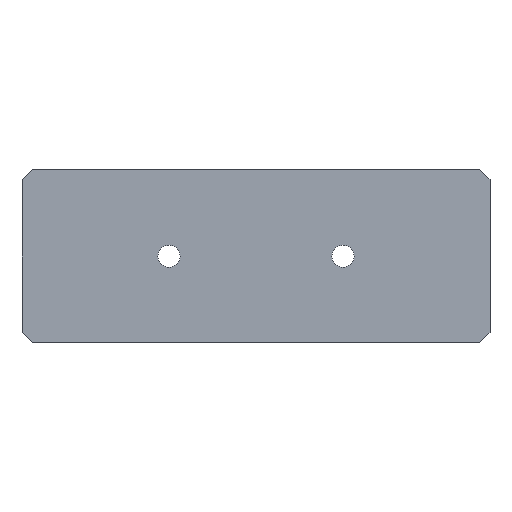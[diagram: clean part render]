
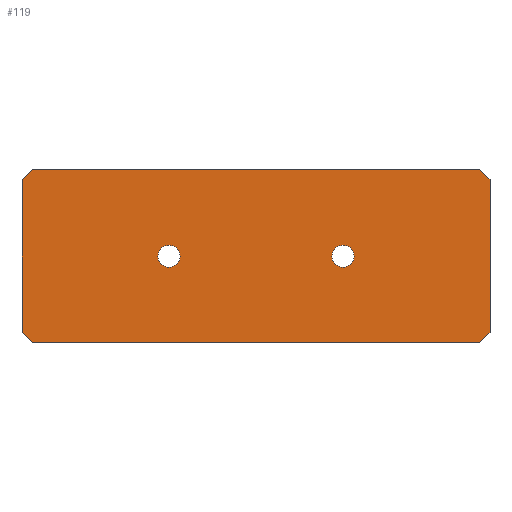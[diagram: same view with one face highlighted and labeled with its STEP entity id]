
A CAD part, top view. The second image highlights one B-rep face of the part: STEP entity #119.
In plain terms, the highlighted planar face has unit normal (0, 0, 1).
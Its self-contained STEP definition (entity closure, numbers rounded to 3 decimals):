
#3 = EDGE_CURVE ( 'NONE', #43, #189, #206, .T. ) ;
#5 = DIRECTION ( 'NONE',  ( -1., 0., 0. ) ) ;
#9 = EDGE_LOOP ( 'NONE', ( #483, #367 ) ) ;
#13 = CARTESIAN_POINT ( 'NONE',  ( 133.6, 0., 0. ) ) ;
#14 = DIRECTION ( 'NONE',  ( -0.707, -0.707, 0. ) ) ;
#19 = VECTOR ( 'NONE', #454, 1000. ) ;
#23 = VECTOR ( 'NONE', #476, 1000. ) ;
#29 = DIRECTION ( 'NONE',  ( 1., 0., 0. ) ) ;
#32 = CARTESIAN_POINT ( 'NONE',  ( 0., 0., 0. ) ) ;
#34 = DIRECTION ( 'NONE',  ( 0., 0., -1. ) ) ;
#37 = EDGE_LOOP ( 'NONE', ( #377, #435, #57, #178, #156, #101, #84, #404 ) ) ;
#41 = FACE_BOUND ( 'NONE', #440, .T. ) ;
#42 = DIRECTION ( 'NONE',  ( 0., 0., 1. ) ) ;
#43 = VERTEX_POINT ( 'NONE', #436 ) ;
#45 = AXIS2_PLACEMENT_3D ( 'NONE', #411, #326, #399 ) ;
#46 = VERTEX_POINT ( 'NONE', #496 ) ;
#56 = VERTEX_POINT ( 'NONE', #319 ) ;
#57 = ORIENTED_EDGE ( 'NONE', *, *, #161, .T. ) ;
#60 = LINE ( 'NONE', #67, #331 ) ;
#63 = CIRCLE ( 'NONE', #214, 3.25 ) ;
#64 = DIRECTION ( 'NONE',  ( 1., 0., 0. ) ) ;
#67 = CARTESIAN_POINT ( 'NONE',  ( 3., 0., 0. ) ) ;
#79 = LINE ( 'NONE', #477, #434 ) ;
#80 = DIRECTION ( 'NONE',  ( 0.707, 0.707, 0. ) ) ;
#84 = ORIENTED_EDGE ( 'NONE', *, *, #348, .T. ) ;
#86 = CARTESIAN_POINT ( 'NONE',  ( 133.6, 0., 0. ) ) ;
#92 = ORIENTED_EDGE ( 'NONE', *, *, #463, .F. ) ;
#101 = ORIENTED_EDGE ( 'NONE', *, *, #3, .T. ) ;
#108 = EDGE_CURVE ( 'NONE', #271, #316, #311, .T. ) ;
#114 = VECTOR ( 'NONE', #185, 1000. ) ;
#115 = AXIS2_PLACEMENT_3D ( 'NONE', #32, #34, #5 ) ;
#118 = CARTESIAN_POINT ( 'NONE',  ( 96.95, 25.2, 0. ) ) ;
#119 = ADVANCED_FACE ( 'NONE', ( #41, #222, #213 ), #466, .F. ) ;
#137 = CARTESIAN_POINT ( 'NONE',  ( 42.9, 25.2, 0. ) ) ;
#156 = ORIENTED_EDGE ( 'NONE', *, *, #194, .T. ) ;
#161 = EDGE_CURVE ( 'NONE', #301, #202, #60, .T. ) ;
#167 = DIRECTION ( 'NONE',  ( 1., 0., 0. ) ) ;
#168 = EDGE_CURVE ( 'NONE', #46, #327, #63, .T. ) ;
#169 = CARTESIAN_POINT ( 'NONE',  ( 3., 0., 0. ) ) ;
#173 = EDGE_CURVE ( 'NONE', #327, #46, #430, .T. ) ;
#178 = ORIENTED_EDGE ( 'NONE', *, *, #494, .T. ) ;
#183 = AXIS2_PLACEMENT_3D ( 'NONE', #295, #343, #424 ) ;
#185 = DIRECTION ( 'NONE',  ( -0.707, 0.707, 0. ) ) ;
#189 = VERTEX_POINT ( 'NONE', #516 ) ;
#191 = CARTESIAN_POINT ( 'NONE',  ( 133.6, 50.6, 0. ) ) ;
#194 = EDGE_CURVE ( 'NONE', #353, #43, #79, .T. ) ;
#202 = VERTEX_POINT ( 'NONE', #86 ) ;
#206 = LINE ( 'NONE', #191, #114 ) ;
#208 = DIRECTION ( 'NONE',  ( 0.707, -0.707, 0. ) ) ;
#213 = FACE_OUTER_BOUND ( 'NONE', #37, .T. ) ;
#214 = AXIS2_PLACEMENT_3D ( 'NONE', #137, #428, #167 ) ;
#217 = VERTEX_POINT ( 'NONE', #330 ) ;
#222 = FACE_BOUND ( 'NONE', #9, .T. ) ;
#224 = CARTESIAN_POINT ( 'NONE',  ( 0., 47.6, 0. ) ) ;
#236 = CARTESIAN_POINT ( 'NONE',  ( 0., 3., 0. ) ) ;
#248 = DIRECTION ( 'NONE',  ( 0., 1., 0. ) ) ;
#261 = EDGE_CURVE ( 'NONE', #56, #217, #480, .T. ) ;
#271 = VERTEX_POINT ( 'NONE', #118 ) ;
#289 = ORIENTED_EDGE ( 'NONE', *, *, #108, .F. ) ;
#295 = CARTESIAN_POINT ( 'NONE',  ( 42.9, 25.2, 0. ) ) ;
#301 = VERTEX_POINT ( 'NONE', #403 ) ;
#311 = CIRCLE ( 'NONE', #460, 3.25 ) ;
#312 = EDGE_CURVE ( 'NONE', #217, #490, #479, .T. ) ;
#316 = VERTEX_POINT ( 'NONE', #407 ) ;
#319 = CARTESIAN_POINT ( 'NONE',  ( 3., 50.6, 0. ) ) ;
#326 = DIRECTION ( 'NONE',  ( 0., 0., 1. ) ) ;
#327 = VERTEX_POINT ( 'NONE', #486 ) ;
#330 = CARTESIAN_POINT ( 'NONE',  ( 0., 47.6, 0. ) ) ;
#331 = VECTOR ( 'NONE', #64, 1000. ) ;
#343 = DIRECTION ( 'NONE',  ( 0., 0., 1. ) ) ;
#348 = EDGE_CURVE ( 'NONE', #189, #56, #458, .T. ) ;
#353 = VERTEX_POINT ( 'NONE', #444 ) ;
#355 = CARTESIAN_POINT ( 'NONE',  ( 0., 3., 0. ) ) ;
#367 = ORIENTED_EDGE ( 'NONE', *, *, #168, .F. ) ;
#374 = VECTOR ( 'NONE', #14, 1000. ) ;
#377 = ORIENTED_EDGE ( 'NONE', *, *, #312, .T. ) ;
#381 = CARTESIAN_POINT ( 'NONE',  ( 93.7, 25.2, 0. ) ) ;
#382 = VECTOR ( 'NONE', #80, 1000. ) ;
#399 = DIRECTION ( 'NONE',  ( 1., 0., 0. ) ) ;
#403 = CARTESIAN_POINT ( 'NONE',  ( 3., 0., 0. ) ) ;
#404 = ORIENTED_EDGE ( 'NONE', *, *, #261, .T. ) ;
#407 = CARTESIAN_POINT ( 'NONE',  ( 90.45, 25.2, 0. ) ) ;
#411 = CARTESIAN_POINT ( 'NONE',  ( 93.7, 25.2, 0. ) ) ;
#424 = DIRECTION ( 'NONE',  ( 1., 0., 0. ) ) ;
#428 = DIRECTION ( 'NONE',  ( 0., 0., 1. ) ) ;
#430 = CIRCLE ( 'NONE', #183, 3.25 ) ;
#434 = VECTOR ( 'NONE', #248, 1000. ) ;
#435 = ORIENTED_EDGE ( 'NONE', *, *, #455, .T. ) ;
#436 = CARTESIAN_POINT ( 'NONE',  ( 136.6, 47.6, 0. ) ) ;
#440 = EDGE_LOOP ( 'NONE', ( #289, #92 ) ) ;
#444 = CARTESIAN_POINT ( 'NONE',  ( 136.6, 3., 0. ) ) ;
#446 = LINE ( 'NONE', #13, #382 ) ;
#448 = CIRCLE ( 'NONE', #45, 3.25 ) ;
#451 = CARTESIAN_POINT ( 'NONE',  ( 3., 50.6, 0. ) ) ;
#454 = DIRECTION ( 'NONE',  ( 0., -1., 0. ) ) ;
#455 = EDGE_CURVE ( 'NONE', #490, #301, #474, .T. ) ;
#458 = LINE ( 'NONE', #451, #23 ) ;
#460 = AXIS2_PLACEMENT_3D ( 'NONE', #381, #42, #29 ) ;
#461 = VECTOR ( 'NONE', #208, 1000. ) ;
#463 = EDGE_CURVE ( 'NONE', #316, #271, #448, .T. ) ;
#466 = PLANE ( 'NONE',  #115 ) ;
#474 = LINE ( 'NONE', #169, #461 ) ;
#476 = DIRECTION ( 'NONE',  ( -1., 0., 0. ) ) ;
#477 = CARTESIAN_POINT ( 'NONE',  ( 136.6, 3., 0. ) ) ;
#479 = LINE ( 'NONE', #236, #19 ) ;
#480 = LINE ( 'NONE', #224, #374 ) ;
#483 = ORIENTED_EDGE ( 'NONE', *, *, #173, .F. ) ;
#486 = CARTESIAN_POINT ( 'NONE',  ( 46.15, 25.2, 0. ) ) ;
#490 = VERTEX_POINT ( 'NONE', #355 ) ;
#494 = EDGE_CURVE ( 'NONE', #202, #353, #446, .T. ) ;
#496 = CARTESIAN_POINT ( 'NONE',  ( 39.65, 25.2, 0. ) ) ;
#516 = CARTESIAN_POINT ( 'NONE',  ( 133.6, 50.6, 0. ) ) ;
